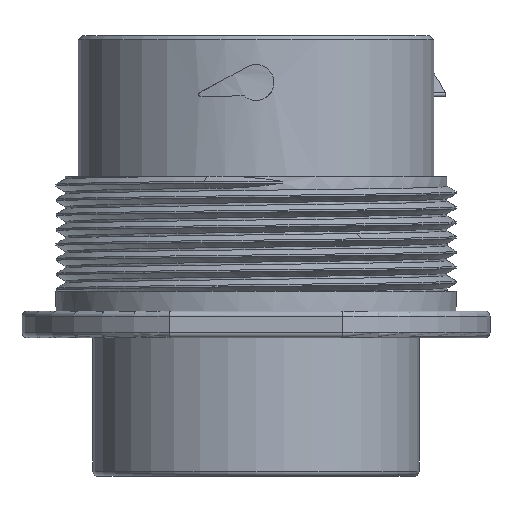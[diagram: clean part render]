
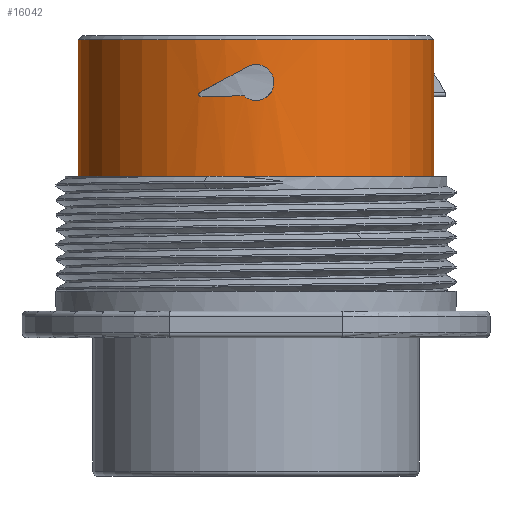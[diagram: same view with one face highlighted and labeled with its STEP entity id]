
A CAD part, left-side view. The second image highlights one B-rep face of the part: STEP entity #16042.
In plain terms, the highlighted cylindrical face has radius 16.878 mm (diameter 33.757 mm), a partial arc.
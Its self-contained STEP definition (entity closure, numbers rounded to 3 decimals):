
#5494=CARTESIAN_POINT('',(0.,0.,-0.381));
#5495=DIRECTION('',(0.,0.,1.));
#5496=DIRECTION('',(0.,1.,0.));
#5497=AXIS2_PLACEMENT_3D('',#5494,#5495,#5496);
#5499=DIRECTION('',(0.,0.,1.));
#5500=VECTOR('',#5499,12.954);
#5501=CARTESIAN_POINT('',(0.,-16.878,-13.335));
#5502=LINE('',#5501,#5500);
#5503=CARTESIAN_POINT('',(0.,0.,-13.335));
#5504=DIRECTION('',(0.,0.,1.));
#5505=DIRECTION('',(0.,1.,0.));
#5506=AXIS2_PLACEMENT_3D('',#5503,#5504,#5505);
#5508=DIRECTION('',(0.,0.,1.));
#5509=VECTOR('',#5508,12.954);
#5510=CARTESIAN_POINT('',(0.,16.878,-13.335));
#5511=LINE('',#5510,#5509);
#5512=CARTESIAN_POINT('',(-16.859,0.814,
-2.95));
#5513=CARTESIAN_POINT('',(-16.785,2.349,
-3.786));
#5514=CARTESIAN_POINT('',(-16.506,3.855,
-4.606));
#5515=CARTESIAN_POINT('',(-16.015,5.33,
-5.41));
#5517=CARTESIAN_POINT('',(-16.015,5.33,
-5.41));
#5518=CARTESIAN_POINT('',(-16.005,5.358,
-5.425));
#5519=CARTESIAN_POINT('',(-15.991,5.402,
-5.464));
#5520=CARTESIAN_POINT('',(-15.978,5.439,
-5.549));
#5521=CARTESIAN_POINT('',(-15.979,5.435,
-5.64));
#5522=CARTESIAN_POINT('',(-15.993,5.395,
-5.721));
#5523=CARTESIAN_POINT('',(-16.018,5.32,
-5.779));
#5524=CARTESIAN_POINT('',(-16.037,5.261,-5.792));
#5525=CARTESIAN_POINT('',(-16.048,5.228,
-5.791));
#5527=CARTESIAN_POINT('',(-16.84,1.136,
-5.712));
#5528=CARTESIAN_POINT('',(-16.746,2.533,
-5.739));
#5529=CARTESIAN_POINT('',(-16.482,3.897,
-5.765));
#5530=CARTESIAN_POINT('',(-16.048,5.228,
-5.791));
#5532=CARTESIAN_POINT('',(-16.84,1.136,
-5.712));
#5533=CARTESIAN_POINT('',(-16.847,1.026,
-5.811));
#5534=CARTESIAN_POINT('',(-16.861,0.789,
-5.974));
#5535=CARTESIAN_POINT('',(-16.876,0.37,
-6.125));
#5536=CARTESIAN_POINT('',(-16.88,-0.066,
-6.164));
#5537=CARTESIAN_POINT('',(-16.873,-0.505,
-6.09));
#5538=CARTESIAN_POINT('',(-16.856,-0.903,
-5.91));
#5539=CARTESIAN_POINT('',(-16.833,-1.25,
-5.627));
#5540=CARTESIAN_POINT('',(-16.811,-1.507,
-5.276));
#5541=CARTESIAN_POINT('',(-16.796,-1.67,
-4.858));
#5542=CARTESIAN_POINT('',(-16.79,-1.721,
-4.427));
#5543=CARTESIAN_POINT('',(-16.797,-1.658,
-3.983));
#5544=CARTESIAN_POINT('',(-16.813,-1.489,
-3.582));
#5545=CARTESIAN_POINT('',(-16.835,-1.216,
-3.228));
#5546=CARTESIAN_POINT('',(-16.857,-0.87,
-2.96));
#5547=CARTESIAN_POINT('',(-16.874,-0.46,
-2.787));
#5548=CARTESIAN_POINT('',(-16.88,-0.026,
-2.724));
#5549=CARTESIAN_POINT('',(-16.875,0.415,
-2.776));
#5550=CARTESIAN_POINT('',(-16.865,0.684,
-2.88));
#5551=CARTESIAN_POINT('',(-16.859,0.814,
-2.95));
#6456=CARTESIAN_POINT('',(0.,16.878,-13.335));
#6457=CARTESIAN_POINT('',(0.,-16.878,-13.335));
#6458=VERTEX_POINT('',#6456);
#6459=VERTEX_POINT('',#6457);
#6514=CARTESIAN_POINT('',(0.,16.878,-0.381));
#6515=CARTESIAN_POINT('',(0.,-16.878,-0.381));
#6516=VERTEX_POINT('',#6514);
#6517=VERTEX_POINT('',#6515);
#6704=VERTEX_POINT('',#5512);
#6705=VERTEX_POINT('',#5515);
#6706=VERTEX_POINT('',#5525);
#6707=VERTEX_POINT('',#5527);
#16021=CARTESIAN_POINT('',(0.,0.,2.093));
#16022=DIRECTION('',(0.,0.,-1.));
#16023=DIRECTION('',(0.,-1.,0.));
#16024=AXIS2_PLACEMENT_3D('',#16021,#16022,#16023);
#16025=CYLINDRICAL_SURFACE('',#16024,16.878);
#16026=ORIENTED_EDGE('',*,*,#16015,.T.);
#16027=ORIENTED_EDGE('',*,*,#11728,.F.);
#16028=ORIENTED_EDGE('',*,*,#11713,.F.);
#16029=ORIENTED_EDGE('',*,*,#11725,.T.);
#16030=EDGE_LOOP('',(#16026,#16027,#16028,#16029));
#16031=FACE_OUTER_BOUND('',#16030,.F.);
#16033=ORIENTED_EDGE('',*,*,#16032,.T.);
#16035=ORIENTED_EDGE('',*,*,#16034,.T.);
#16037=ORIENTED_EDGE('',*,*,#16036,.F.);
#16039=ORIENTED_EDGE('',*,*,#16038,.T.);
#16040=EDGE_LOOP('',(#16033,#16035,#16037,#16039));
#16041=FACE_BOUND('',#16040,.F.);
#5498=CIRCLE('',#5497,16.878);
#5507=CIRCLE('',#5506,16.878);
#5516=B_SPLINE_CURVE_WITH_KNOTS('',3,(#5512,#5513,#5514,#5515),.UNSPECIFIED.,
.F.,.F.,(4,4),(0.,1.),.UNSPECIFIED.);
#5526=B_SPLINE_CURVE_WITH_KNOTS('',3,(#5517,#5518,#5519,#5520,#5521,#5522,#5523,
#5524,#5525),.UNSPECIFIED.,.F.,.F.,(4,1,1,1,1,1,4),(0.,0.167,
0.333,0.5,0.667,0.833,1.),
.UNSPECIFIED.);
#5531=B_SPLINE_CURVE_WITH_KNOTS('',3,(#5527,#5528,#5529,#5530),.UNSPECIFIED.,
.F.,.F.,(4,4),(0.,1.),.UNSPECIFIED.);
#5552=B_SPLINE_CURVE_WITH_KNOTS('',3,(#5532,#5533,#5534,#5535,#5536,#5537,#5538,
#5539,#5540,#5541,#5542,#5543,#5544,#5545,#5546,#5547,#5548,#5549,#5550,#5551),
.UNSPECIFIED.,.F.,.F.,(4,1,1,1,1,1,1,1,1,1,1,1,1,1,1,1,1,4),(0.,
0.059,0.118,0.176,0.235,
0.294,0.353,0.412,0.471,
0.529,0.588,0.647,0.706,
0.765,0.824,0.882,0.941,1.),
.UNSPECIFIED.);
#11713=EDGE_CURVE('',#6458,#6459,#5507,.T.);
#11725=EDGE_CURVE('',#6458,#6516,#5511,.T.);
#11728=EDGE_CURVE('',#6459,#6517,#5502,.T.);
#16015=EDGE_CURVE('',#6516,#6517,#5498,.T.);
#16032=EDGE_CURVE('',#6704,#6705,#5516,.T.);
#16034=EDGE_CURVE('',#6705,#6706,#5526,.T.);
#16036=EDGE_CURVE('',#6707,#6706,#5531,.T.);
#16038=EDGE_CURVE('',#6707,#6704,#5552,.T.);
#16042=ADVANCED_FACE('',(#16031,#16041),#16025,.T.);
